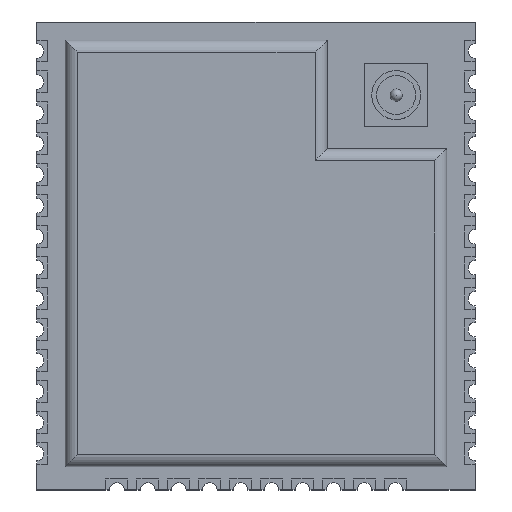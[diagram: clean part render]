
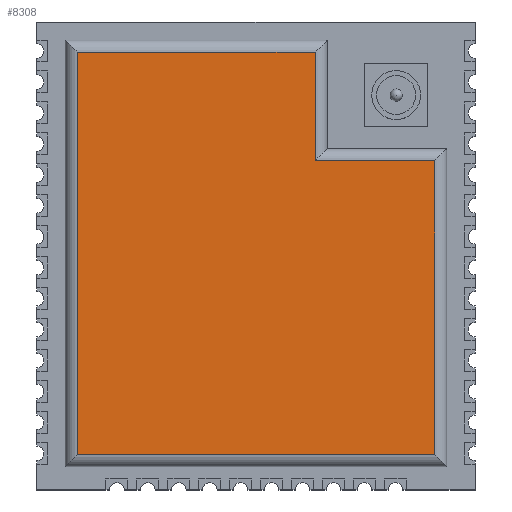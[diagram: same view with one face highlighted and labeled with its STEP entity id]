
A CAD part, top view. The second image highlights one B-rep face of the part: STEP entity #8308.
In plain terms, the highlighted planar face has unit normal (0, 0, 1).
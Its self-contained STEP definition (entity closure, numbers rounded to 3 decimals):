
#8139 = EDGE_CURVE('',#8140,#8142,#8144,.T.);
#8140 = VERTEX_POINT('',#8141);
#8141 = CARTESIAN_POINT('',(2.425,8.34,3.1));
#8142 = VERTEX_POINT('',#8143);
#8143 = CARTESIAN_POINT('',(2.425,3.89,3.1));
#8144 = LINE('',#8145,#8146);
#8145 = CARTESIAN_POINT('',(2.425,2.24,3.1));
#8146 = VECTOR('',#8147,1.);
#8147 = DIRECTION('',(0.,-1.,0.));
#8172 = EDGE_CURVE('',#8173,#8140,#8175,.T.);
#8173 = VERTEX_POINT('',#8174);
#8174 = CARTESIAN_POINT('',(-7.325,8.34,3.1));
#8175 = LINE('',#8176,#8177);
#8176 = CARTESIAN_POINT('',(1.463,8.34,3.1));
#8177 = VECTOR('',#8178,1.);
#8178 = DIRECTION('',(1.,0.,0.));
#8197 = EDGE_CURVE('',#8198,#8173,#8200,.T.);
#8198 = VERTEX_POINT('',#8199);
#8199 = CARTESIAN_POINT('',(-7.325,-8.16,3.1));
#8200 = LINE('',#8201,#8202);
#8201 = CARTESIAN_POINT('',(-7.325,4.465,3.1));
#8202 = VECTOR('',#8203,1.);
#8203 = DIRECTION('',(0.,1.,0.));
#8222 = EDGE_CURVE('',#8223,#8198,#8225,.T.);
#8223 = VERTEX_POINT('',#8224);
#8224 = CARTESIAN_POINT('',(7.325,-8.16,3.1));
#8225 = LINE('',#8226,#8227);
#8226 = CARTESIAN_POINT('',(-3.913,-8.16,3.1));
#8227 = VECTOR('',#8228,1.);
#8228 = DIRECTION('',(-1.,0.,0.));
#8249 = VERTEX_POINT('',#8250);
#8250 = CARTESIAN_POINT('',(7.325,3.89,3.1));
#8257 = EDGE_CURVE('',#8249,#8223,#8258,.T.);
#8258 = LINE('',#8259,#8260);
#8259 = CARTESIAN_POINT('',(7.325,-4.285,3.1));
#8260 = VECTOR('',#8261,1.);
#8261 = DIRECTION('',(0.,-1.,0.));
#8274 = EDGE_CURVE('',#8142,#8249,#8275,.T.);
#8275 = LINE('',#8276,#8277);
#8276 = CARTESIAN_POINT('',(3.913,3.89,3.1));
#8277 = VECTOR('',#8278,1.);
#8278 = DIRECTION('',(1.,0.,0.));
#8308 = ADVANCED_FACE('',(#8309),#8317,.T.);
#8309 = FACE_BOUND('',#8310,.T.);
#8310 = EDGE_LOOP('',(#8311,#8312,#8313,#8314,#8315,#8316));
#8311 = ORIENTED_EDGE('',*,*,#8222,.F.);
#8312 = ORIENTED_EDGE('',*,*,#8257,.F.);
#8313 = ORIENTED_EDGE('',*,*,#8274,.F.);
#8314 = ORIENTED_EDGE('',*,*,#8139,.F.);
#8315 = ORIENTED_EDGE('',*,*,#8172,.F.);
#8316 = ORIENTED_EDGE('',*,*,#8197,.F.);
#8317 = PLANE('',#8318);
#8318 = AXIS2_PLACEMENT_3D('',#8319,#8320,#8321);
#8319 = CARTESIAN_POINT('',(0.,0.09,3.1));
#8320 = DIRECTION('',(0.,0.,1.));
#8321 = DIRECTION('',(0.,-1.,0.));
